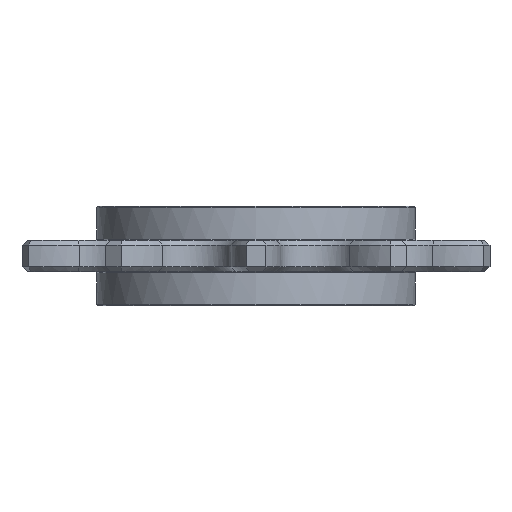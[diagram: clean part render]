
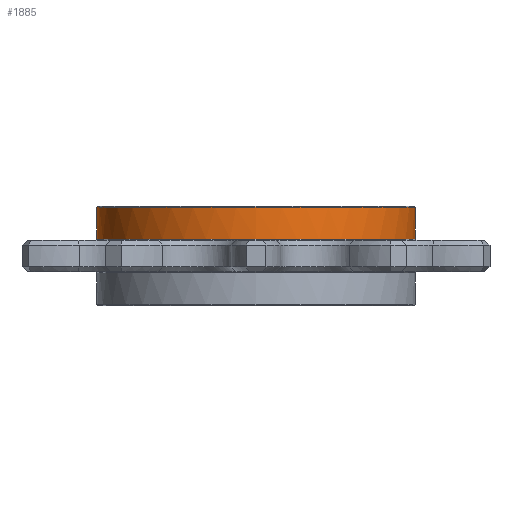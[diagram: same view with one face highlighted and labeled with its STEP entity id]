
A CAD part, left-side view. The second image highlights one B-rep face of the part: STEP entity #1885.
In plain terms, the highlighted free-form (B-spline) face has degree [2, 1] with [9, 2] control points.
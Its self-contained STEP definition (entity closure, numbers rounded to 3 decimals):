
#1837 = EDGE_CURVE('',#1838,#1838,#1840,.T.);
#1838 = VERTEX_POINT('',#1839);
#1839 = CARTESIAN_POINT('',(-19.984,0.,
    2.101));
#1840 = ( BOUNDED_CURVE() B_SPLINE_CURVE(2,(#1841,#1842,#1843,#1844,
#1845,#1846,#1847),.UNSPECIFIED.,.T.,.F.) B_SPLINE_CURVE_WITH_KNOTS((3,2
    ,2,3),(3.142,5.236,7.33,9.425),
.PIECEWISE_BEZIER_KNOTS.) CURVE() GEOMETRIC_REPRESENTATION_ITEM() 
RATIONAL_B_SPLINE_CURVE((1.,0.5,1.,0.5,1.,0.5,1.)) REPRESENTATION_ITEM(
  '') );
#1841 = CARTESIAN_POINT('',(-19.984,0.,
    2.101));
#1842 = CARTESIAN_POINT('',(-19.984,34.614,
    2.101));
#1843 = CARTESIAN_POINT('',(9.992,17.307,
    2.101));
#1844 = CARTESIAN_POINT('',(39.968,0.,
    2.101));
#1845 = CARTESIAN_POINT('',(9.992,-17.307,
    2.101));
#1846 = CARTESIAN_POINT('',(-19.984,-34.614,
    2.101));
#1847 = CARTESIAN_POINT('',(-19.984,0.,
    2.101));
#1885 = ADVANCED_FACE('',(#1886),#1907,.T.);
#1886 = FACE_BOUND('',#1887,.T.);
#1887 = EDGE_LOOP('',(#1888,#1900,#1905,#1906));
#1888 = ORIENTED_EDGE('',*,*,#1889,.F.);
#1889 = EDGE_CURVE('',#1890,#1890,#1892,.T.);
#1890 = VERTEX_POINT('',#1891);
#1891 = CARTESIAN_POINT('',(-19.984,0.,
    6.101));
#1892 = ( BOUNDED_CURVE() B_SPLINE_CURVE(2,(#1893,#1894,#1895,#1896,
#1897,#1898,#1899),.UNSPECIFIED.,.T.,.F.) B_SPLINE_CURVE_WITH_KNOTS((3,2
    ,2,3),(3.142,5.236,7.33,9.425),
.PIECEWISE_BEZIER_KNOTS.) CURVE() GEOMETRIC_REPRESENTATION_ITEM() 
RATIONAL_B_SPLINE_CURVE((1.,0.5,1.,0.5,1.,0.5,1.)) REPRESENTATION_ITEM(
  '') );
#1893 = CARTESIAN_POINT('',(-19.984,0.,
    6.101));
#1894 = CARTESIAN_POINT('',(-19.984,-34.614,
    6.101));
#1895 = CARTESIAN_POINT('',(9.992,-17.307,
    6.101));
#1896 = CARTESIAN_POINT('',(39.968,0.,
    6.101));
#1897 = CARTESIAN_POINT('',(9.992,17.307,
    6.101));
#1898 = CARTESIAN_POINT('',(-19.984,34.614,
    6.101));
#1899 = CARTESIAN_POINT('',(-19.984,0.,
    6.101));
#1900 = ORIENTED_EDGE('',*,*,#1901,.T.);
#1901 = EDGE_CURVE('',#1890,#1838,#1902,.T.);
#1902 = B_SPLINE_CURVE_WITH_KNOTS('',1,(#1903,#1904),.UNSPECIFIED.,.F.,
  .F.,(2,2),(-4.9,-1.688),.PIECEWISE_BEZIER_KNOTS.);
#1903 = CARTESIAN_POINT('',(-19.984,0.,
    6.101));
#1904 = CARTESIAN_POINT('',(-19.984,0.,
    2.101));
#1905 = ORIENTED_EDGE('',*,*,#1837,.F.);
#1906 = ORIENTED_EDGE('',*,*,#1901,.F.);
#1907 = ( BOUNDED_SURFACE() B_SPLINE_SURFACE(2,1,(
    (#1908,#1909)
    ,(#1910,#1911)
    ,(#1912,#1913)
    ,(#1914,#1915)
    ,(#1916,#1917)
    ,(#1918,#1919)
    ,(#1920,#1921)
    ,(#1922,#1923)
    ,(#1924,#1925
)),.UNSPECIFIED.,.T.,.F.,.F.) B_SPLINE_SURFACE_WITH_KNOTS((3,2,2,2,3),(2
    ,2),(-3.142,-2.094,0.,2.094,3.142)
,(1.688,4.9),.UNSPECIFIED.) GEOMETRIC_REPRESENTATION_ITEM() 
RATIONAL_B_SPLINE_SURFACE((
    (0.75,0.75)
    ,(0.75,0.75)
    ,(1.,1.)
    ,(0.5,0.5)
    ,(1.,1.)
    ,(0.5,0.5)
    ,(1.,1.)
    ,(0.75,0.75)
,(0.75,0.75))) REPRESENTATION_ITEM('') SURFACE() );
#1908 = CARTESIAN_POINT('',(-19.984,0.,
    2.101));
#1909 = CARTESIAN_POINT('',(-19.984,0.,
    6.101));
#1910 = CARTESIAN_POINT('',(-19.984,-11.538,
    2.101));
#1911 = CARTESIAN_POINT('',(-19.984,-11.538,
    6.101));
#1912 = CARTESIAN_POINT('',(-9.992,-17.307,
    2.101));
#1913 = CARTESIAN_POINT('',(-9.992,-17.307,
    6.101));
#1914 = CARTESIAN_POINT('',(19.984,-34.614,
    2.101));
#1915 = CARTESIAN_POINT('',(19.984,-34.614,
    6.101));
#1916 = CARTESIAN_POINT('',(19.984,0.,2.101));
#1917 = CARTESIAN_POINT('',(19.984,0.,6.101));
#1918 = CARTESIAN_POINT('',(19.984,34.614,
    2.101));
#1919 = CARTESIAN_POINT('',(19.984,34.614,
    6.101));
#1920 = CARTESIAN_POINT('',(-9.992,17.307,
    2.101));
#1921 = CARTESIAN_POINT('',(-9.992,17.307,
    6.101));
#1922 = CARTESIAN_POINT('',(-19.984,11.538,
    2.101));
#1923 = CARTESIAN_POINT('',(-19.984,11.538,
    6.101));
#1924 = CARTESIAN_POINT('',(-19.984,0.,
    2.101));
#1925 = CARTESIAN_POINT('',(-19.984,0.,
    6.101));
